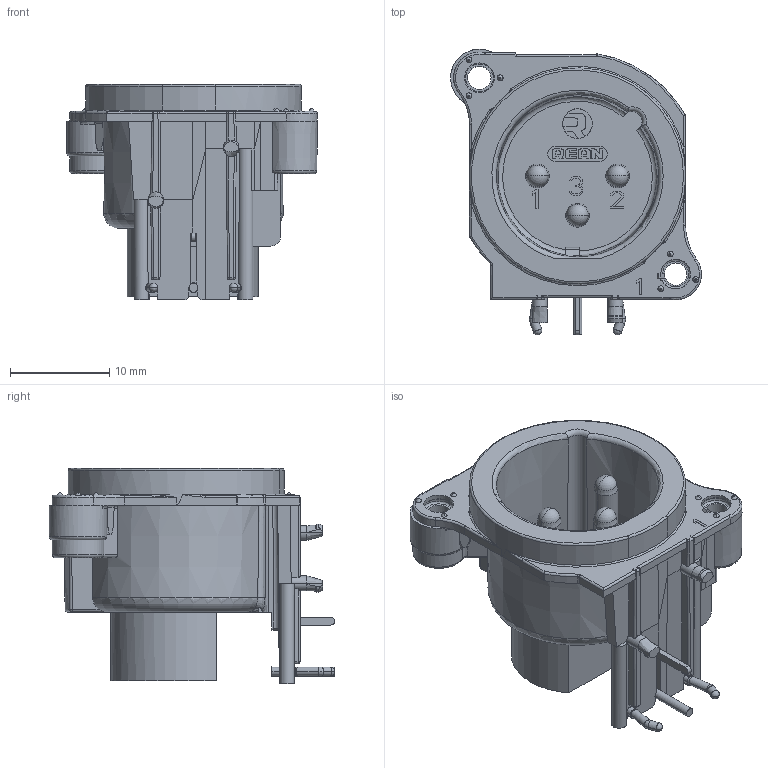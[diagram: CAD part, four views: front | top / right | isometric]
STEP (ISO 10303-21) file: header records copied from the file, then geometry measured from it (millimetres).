
FILE_DESCRIPTION((''),'2;1');
FILE_NAME('RRX3M-AA-021','2024-04-29T14:40:58',('summer.xia'),(''),'CREO PARAMETRIC BY PTC INC, 2023424','CREO PARAMETRIC BY PTC INC, 2023424','');
FILE_SCHEMA(('CONFIG_CONTROL_DESIGN'));
Length unit declared in the file: millimetre
Products named in the file (1): RRX3M-AA-021
Bounding box: 25.3 x 28.8 x 21.7 mm (x, y, z)
Volume: 3371.9 mm3; surface area: 4001.1 mm2
Topology: 2 solids, 2 shells, 631 faces, 1779 edges, 1166 vertices
Faces by surface type: plane 317, cylinder 129, cone 46, torus 46, bspline 36, sphere 36, extrusion 21
Entity records: 22429 total; most frequent: CARTESIAN_POINT 6779, ORIENTED_EDGE 3448, DIRECTION 2979, EDGE_CURVE 1724, VERTEX_POINT 1120, AXIS2_PLACEMENT_3D 997, VECTOR 985, LINE 964
